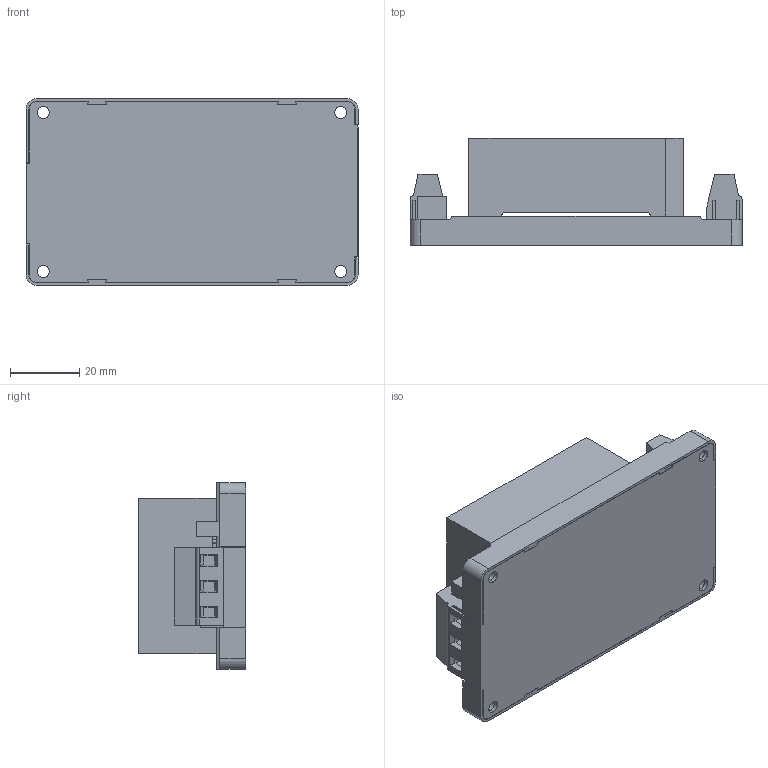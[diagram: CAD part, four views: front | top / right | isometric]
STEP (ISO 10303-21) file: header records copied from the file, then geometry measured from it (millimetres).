
FILE_DESCRIPTION (( 'STEP AP214' ), '1' );
FILE_NAME ('CUI_vsk-s15-9u-t.step', '2021-02-21T00:30:54', ( '' ), ( '' ), 'SwSTEP 2.0', 'SolidWorks 2021', '' );
FILE_SCHEMA (( 'AUTOMOTIVE_DESIGN' ));
Length unit declared in the file: inch
Products named in the file (6): CUI_vsk-t cover; CUI_vsk-t case; CUI_vsk-s15-9u-t; CUI_vsk-s15 series; CUI_dg128-7.5_dg128-7.5 (5); CUI_dg128-7.5_dg128-7.5 (3)
Assembly tree (5 placements, depth 2):
  CUI_vsk-s15-9u-t
    CUI_vsk-t cover
    CUI_vsk-t case
    CUI_dg128-7.5_dg128-7.5 (3)
    CUI_dg128-7.5_dg128-7.5 (5)
    CUI_vsk-s15 series
Bounding box: 96.1 x 31 x 54 mm (x, y, z)
Volume: 87502.4 mm3; surface area: 39713.4 mm2
Topology: 5 solids, 5 shells, 388 faces, 964 edges, 628 vertices
Faces by surface type: plane 298, cylinder 90
Entity records: 15636 total; most frequent: CARTESIAN_POINT 1988, DIRECTION 1944, ORIENTED_EDGE 1928, EDGE_CURVE 964, VECTOR 776, LINE 776, VERTEX_POINT 628, AXIS2_PLACEMENT_3D 584
